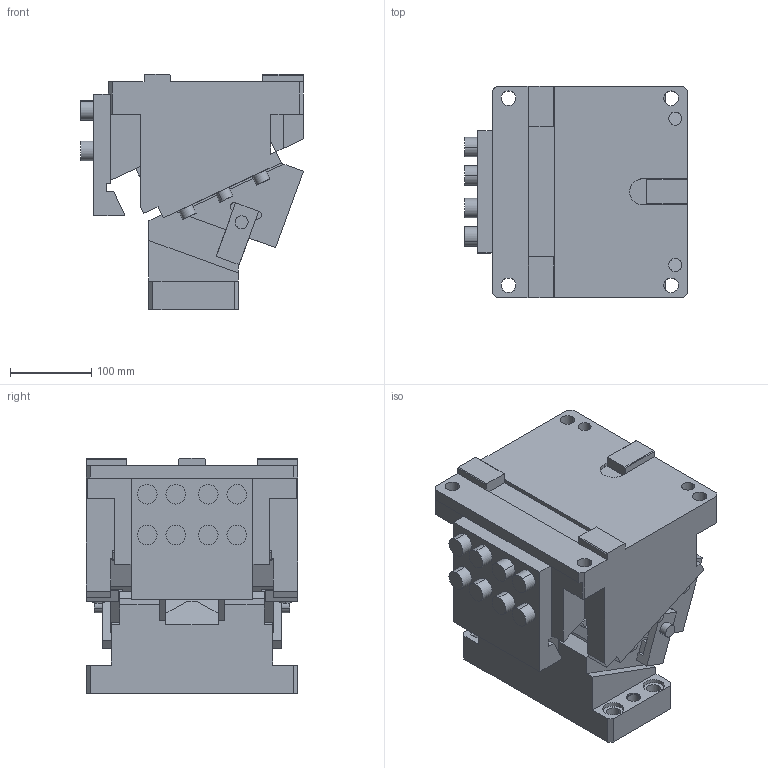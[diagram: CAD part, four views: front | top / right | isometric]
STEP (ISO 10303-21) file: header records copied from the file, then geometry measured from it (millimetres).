
FILE_DESCRIPTION(('CATIA V5 STEP Exchange'),'2;1');
FILE_NAME('CACK_200_20.stp','2015-04-23T08:10:13+00:00',('none'),('none'),'CATIA Version 5 Release 19 SP 2 (IN-10)','CATIA V5 STEP AP203','none');
FILE_SCHEMA(('CONFIG_CONTROL_DESIGN'));
Length unit declared in the file: millimetre
Products named in the file (1): CACK_200_20
Bounding box: 274 x 260 x 289 mm (x, y, z)
Volume: 11383004.4 mm3; surface area: 708331.5 mm2
Topology: 3 solids, 3 shells, 368 faces, 1001 edges, 664 vertices
Faces by surface type: plane 242, cylinder 118, cone 8
Entity records: 11426 total; most frequent: CARTESIAN_POINT 2289, ORIENTED_EDGE 1986, DIRECTION 1611, EDGE_CURVE 993, VECTOR 753, LINE 753, VERTEX_POINT 664, AXIS2_PLACEMENT_3D 542
